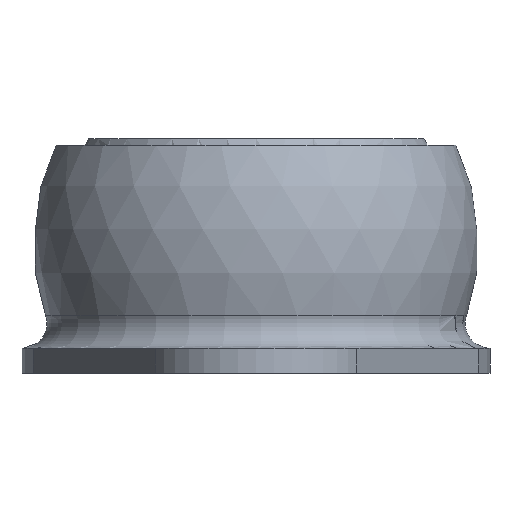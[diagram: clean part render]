
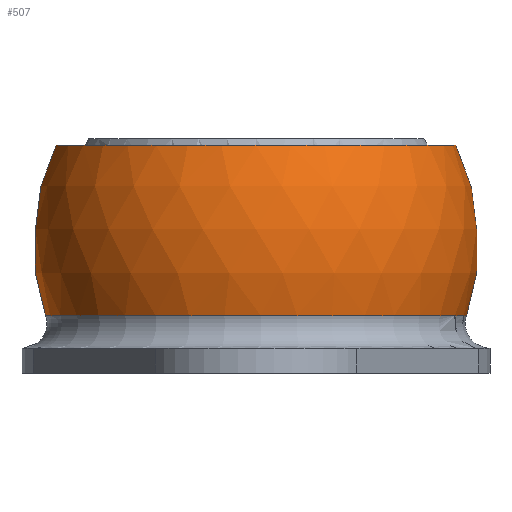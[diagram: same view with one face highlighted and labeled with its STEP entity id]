
A CAD part, front view. The second image highlights one B-rep face of the part: STEP entity #507.
In plain terms, the highlighted spherical face has radius 14.283 mm.
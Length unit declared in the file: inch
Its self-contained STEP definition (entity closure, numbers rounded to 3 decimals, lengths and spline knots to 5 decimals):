
#28=SPHERICAL_SURFACE($,#581,0.56234);
#38=FACE_BOUND($,#166,.T.);
#125=FACE_OUTER_BOUND($,#165,.T.);
#165=EDGE_LOOP($,(#439));
#166=EDGE_LOOP($,(#440));
#220=CIRCLE($,#576,0.53202);
#222=CIRCLE($,#580,0.50481);
#266=VERTEX_POINT($,#907);
#268=VERTEX_POINT($,#913);
#330=EDGE_CURVE($,#266,#266,#220,.T.);
#332=EDGE_CURVE($,#268,#268,#222,.T.);
#439=ORIENTED_EDGE($,*,*,#330,.F.);
#440=ORIENTED_EDGE($,*,*,#332,.T.);
#507=ADVANCED_FACE($,(#125,#38),#28,.T.);
#576=AXIS2_PLACEMENT_3D($,#908,#726,#727);
#580=AXIS2_PLACEMENT_3D($,#914,#734,#735);
#581=AXIS2_PLACEMENT_3D($,#915,#736,#737);
#726=DIRECTION('center_axis',(0.,0.,-1.));
#727=DIRECTION('ref_axis',(0.,1.,0.));
#734=DIRECTION('center_axis',(0.,0.,-1.));
#735=DIRECTION('ref_axis',(0.,1.,0.));
#736=DIRECTION('center_axis',(0.,0.,1.));
#737=DIRECTION('ref_axis',(1.,0.,0.));
#907=CARTESIAN_POINT('',(0.,1.40702,0.08275));
#908=CARTESIAN_POINT('Origin',(0.,0.875,0.08275));
#913=CARTESIAN_POINT('',(0.,1.37981,0.51268));
#914=CARTESIAN_POINT('Origin',(0.,0.875,0.51268));
#915=CARTESIAN_POINT('Origin',(0.,0.875,0.26491));
